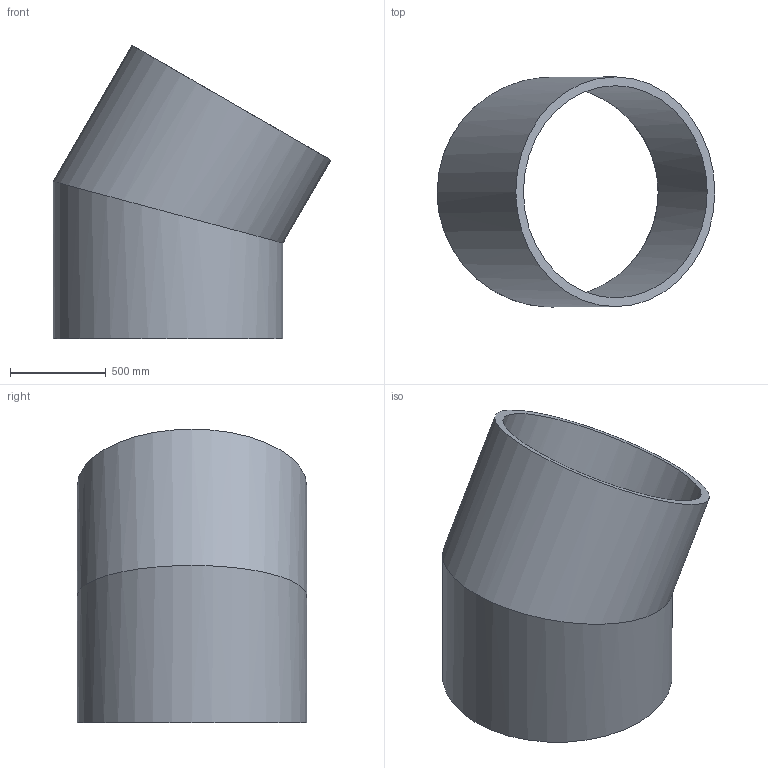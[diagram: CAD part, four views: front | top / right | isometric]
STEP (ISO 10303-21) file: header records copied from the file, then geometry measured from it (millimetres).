
FILE_DESCRIPTION( ( 'STEP AP214' ), '1' );
FILE_NAME( 'AGRU_70329120026_Bend 30°_segmented_PE 100-RC black_1200X45.9 SDR26 ISO S-12.5 (architecture400).stp', '2022-03-11T12:34:07', ( 'License CC BY-ND 4.0' ), ( 'CADENAS' ), ' ', 'PARTsolutions', ' ' );
FILE_SCHEMA( ( 'AUTOMOTIVE_DESIGN { 1 0 10303 214 1 1 1 1 }' ) );
Length unit declared in the file: millimetre
Products named in the file (1): _AGRU_70329120026_Bend 30°_segmented_PE 100-RC black_1200X45.9  SDR26  ISO S-12.5 (architecture400)
Bounding box: 1450 x 1200 x 1533.01 mm (x, y, z)
Volume: 219930376.4 mm3; surface area: 9915866.3 mm2
Topology: 1 solids, 1 shells, 6 faces, 12 edges, 8 vertices
Faces by surface type: cylinder 4, plane 2
Full cylindrical faces by diameter (mm): 1108.2 x2, 1200 x2
Entity records: 192 total; most frequent: DIRECTION 26, CARTESIAN_POINT 19, AXIS2_PLACEMENT_3D 13, EDGE_LOOP 12, ORIENTED_EDGE 12, FACE_OUTER_BOUND 10, STYLED_ITEM 6, PRESENTATION_STYLE_ASSIGNMENT 6
